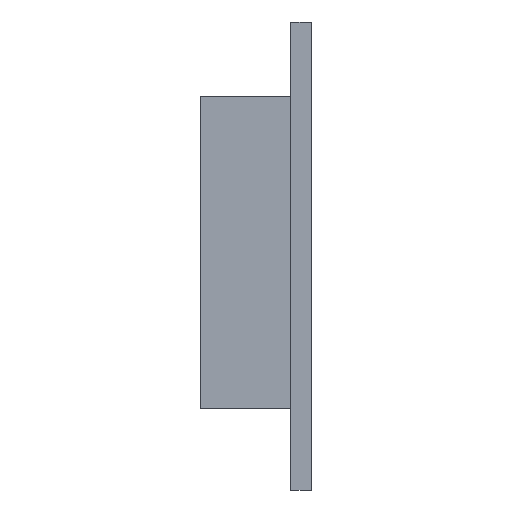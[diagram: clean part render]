
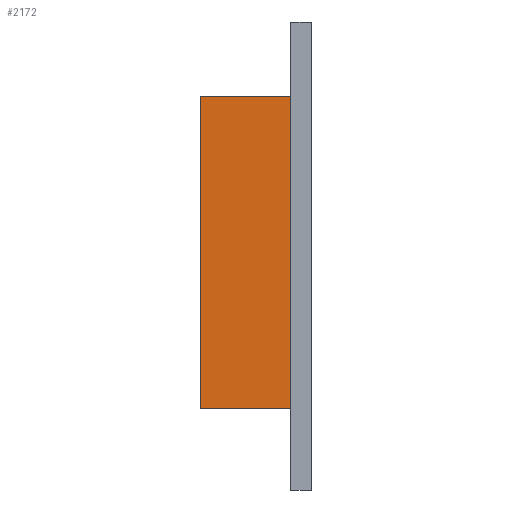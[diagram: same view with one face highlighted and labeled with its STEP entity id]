
A CAD part, left-side view. The second image highlights one B-rep face of the part: STEP entity #2172.
In plain terms, the highlighted planar face has unit normal (-1, 0, 0).
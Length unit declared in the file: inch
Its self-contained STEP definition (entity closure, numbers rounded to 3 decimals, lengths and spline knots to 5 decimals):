
#181=FACE_OUTER_BOUND('',#330,.T.);
#330=EDGE_LOOP('',(#1942,#1943,#1944,#1945));
#393=LINE('',#3098,#601);
#538=LINE('',#3542,#746);
#539=LINE('',#3545,#747);
#540=LINE('',#3546,#748);
#601=VECTOR('',#2478,0.3937);
#746=VECTOR('',#2923,0.3937);
#747=VECTOR('',#2926,0.3937);
#748=VECTOR('',#2927,0.3937);
#918=VERTEX_POINT('',#3095);
#919=VERTEX_POINT('',#3097);
#1068=VERTEX_POINT('',#3540);
#1069=VERTEX_POINT('',#3544);
#1150=EDGE_CURVE('',#918,#919,#393,.T.);
#1362=EDGE_CURVE('',#918,#1068,#538,.T.);
#1363=EDGE_CURVE('',#1069,#1068,#539,.T.);
#1364=EDGE_CURVE('',#919,#1069,#540,.T.);
#1942=ORIENTED_EDGE('',*,*,#1150,.F.);
#1943=ORIENTED_EDGE('',*,*,#1362,.T.);
#1944=ORIENTED_EDGE('',*,*,#1363,.F.);
#1945=ORIENTED_EDGE('',*,*,#1364,.F.);
#2023=PLANE('',#2368);
#2172=ADVANCED_FACE('',(#181),#2023,.T.);
#2368=AXIS2_PLACEMENT_3D('',#3543,#2924,#2925);
#2478=DIRECTION('',(0.,0.,-1.));
#2923=DIRECTION('',(0.,1.,0.));
#2924=DIRECTION('center_axis',(-1.,0.,0.));
#2925=DIRECTION('ref_axis',(0.,0.,1.));
#2926=DIRECTION('',(0.,0.,1.));
#2927=DIRECTION('',(0.,1.,0.));
#3095=CARTESIAN_POINT('',(-1.4,0.,0.476));
#3097=CARTESIAN_POINT('',(-1.4,0.,-0.476));
#3098=CARTESIAN_POINT('',(-1.4,0.,0.476));
#3540=CARTESIAN_POINT('',(-1.4,0.275,0.476));
#3542=CARTESIAN_POINT('',(-1.4,0.,0.476));
#3543=CARTESIAN_POINT('Origin',(-1.4,0.,-0.476));
#3544=CARTESIAN_POINT('',(-1.4,0.275,-0.476));
#3545=CARTESIAN_POINT('',(-1.4,0.275,0.476));
#3546=CARTESIAN_POINT('',(-1.4,0.,-0.476));
